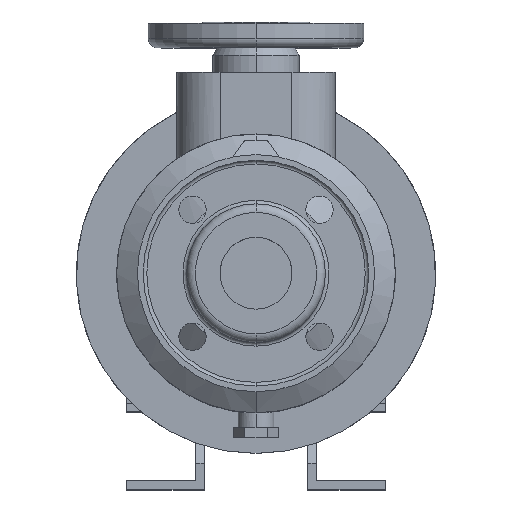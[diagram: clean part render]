
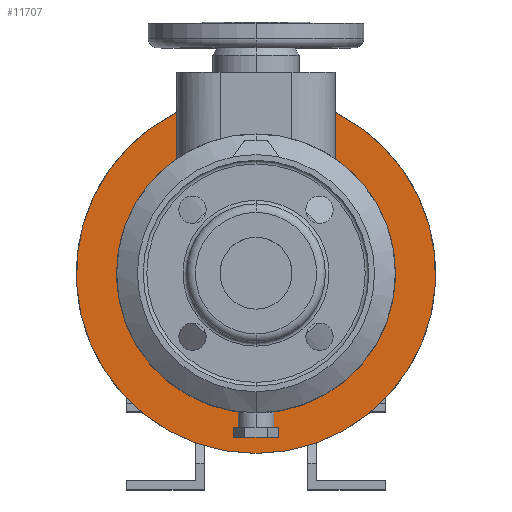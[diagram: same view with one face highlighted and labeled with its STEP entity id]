
A CAD part, top view. The second image highlights one B-rep face of the part: STEP entity #11707.
In plain terms, the highlighted planar face has unit normal (0, 0, 1).
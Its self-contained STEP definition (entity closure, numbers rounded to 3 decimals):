
#485 = DIRECTION ( 'NONE',  ( 0., 1., 0. ) ) ;
#825 = DIRECTION ( 'NONE',  ( 0., 1., 0. ) ) ;
#1362 = AXIS2_PLACEMENT_3D ( 'NONE', #3485, #4667, #8933 ) ;
#1497 = CIRCLE ( 'NONE', #8223, 97. ) ;
#1520 = AXIS2_PLACEMENT_3D ( 'NONE', #3961, #6960, #4931 ) ;
#1548 = LINE ( 'NONE', #10101, #8961 ) ;
#1625 = DIRECTION ( 'NONE',  ( 0., 1., 0. ) ) ;
#1692 = VERTEX_POINT ( 'NONE', #6764 ) ;
#1958 = VERTEX_POINT ( 'NONE', #7398 ) ;
#2351 = VERTEX_POINT ( 'NONE', #10000 ) ;
#2851 = EDGE_CURVE ( 'NONE', #1692, #1958, #1548, .T. ) ;
#2886 = CARTESIAN_POINT ( 'NONE',  ( 0., 0., -43. ) ) ;
#3163 = VERTEX_POINT ( 'NONE', #13315 ) ;
#3485 = CARTESIAN_POINT ( 'NONE',  ( 0., 0., -43. ) ) ;
#3729 = AXIS2_PLACEMENT_3D ( 'NONE', #13657, #7354, #825 ) ;
#3954 = EDGE_CURVE ( 'NONE', #3163, #1958, #7191, .T. ) ;
#3961 = CARTESIAN_POINT ( 'NONE',  ( 0., 0., -43. ) ) ;
#4045 = EDGE_CURVE ( 'NONE', #5164, #3163, #4296, .T. ) ;
#4296 = CIRCLE ( 'NONE', #1362, 125. ) ;
#4667 = DIRECTION ( 'NONE',  ( 0., 0., 1. ) ) ;
#4931 = DIRECTION ( 'NONE',  ( 0., -1., 0. ) ) ;
#5164 = VERTEX_POINT ( 'NONE', #6900 ) ;
#5711 = CARTESIAN_POINT ( 'NONE',  ( 0., 0., -43. ) ) ;
#5908 = ORIENTED_EDGE ( 'NONE', *, *, #13040, .F. ) ;
#6030 = AXIS2_PLACEMENT_3D ( 'NONE', #5711, #12086, #13075 ) ;
#6678 = CARTESIAN_POINT ( 'NONE',  ( 0., -97., -43. ) ) ;
#6764 = CARTESIAN_POINT ( 'NONE',  ( 55., 79.9, -43. ) ) ;
#6900 = CARTESIAN_POINT ( 'NONE',  ( -55., 112.25, -43. ) ) ;
#6943 = ORIENTED_EDGE ( 'NONE', *, *, #7060, .T. ) ;
#6960 = DIRECTION ( 'NONE',  ( 0., 0., 1. ) ) ;
#7060 = EDGE_CURVE ( 'NONE', #2351, #5164, #13191, .T. ) ;
#7191 = CIRCLE ( 'NONE', #6030, 125. ) ;
#7354 = DIRECTION ( 'NONE',  ( 0., 0., -1. ) ) ;
#7398 = CARTESIAN_POINT ( 'NONE',  ( 55., 112.25, -43. ) ) ;
#7502 = ORIENTED_EDGE ( 'NONE', *, *, #13699, .F. ) ;
#7843 = EDGE_LOOP ( 'NONE', ( #9990, #7502, #5908, #6943, #9689, #10100 ) ) ;
#8192 = PLANE ( 'NONE',  #3729 ) ;
#8223 = AXIS2_PLACEMENT_3D ( 'NONE', #2886, #9401, #13757 ) ;
#8933 = DIRECTION ( 'NONE',  ( 0., -1., 0. ) ) ;
#8961 = VECTOR ( 'NONE', #485, 1000. ) ;
#9401 = DIRECTION ( 'NONE',  ( 0., 0., 1. ) ) ;
#9623 = VERTEX_POINT ( 'NONE', #6678 ) ;
#9689 = ORIENTED_EDGE ( 'NONE', *, *, #4045, .T. ) ;
#9990 = ORIENTED_EDGE ( 'NONE', *, *, #2851, .F. ) ;
#10000 = CARTESIAN_POINT ( 'NONE',  ( -55., 79.9, -43. ) ) ;
#10100 = ORIENTED_EDGE ( 'NONE', *, *, #3954, .T. ) ;
#10101 = CARTESIAN_POINT ( 'NONE',  ( 55., -125.002, -43. ) ) ;
#11098 = CARTESIAN_POINT ( 'NONE',  ( -55., -125.002, -43. ) ) ;
#11707 = ADVANCED_FACE ( 'NONE', ( #12678 ), #8192, .F. ) ;
#12086 = DIRECTION ( 'NONE',  ( 0., 0., 1. ) ) ;
#12678 = FACE_OUTER_BOUND ( 'NONE', #7843, .T. ) ;
#13040 = EDGE_CURVE ( 'NONE', #2351, #9623, #1497, .T. ) ;
#13047 = VECTOR ( 'NONE', #1625, 1000. ) ;
#13075 = DIRECTION ( 'NONE',  ( 0., -1., 0. ) ) ;
#13191 = LINE ( 'NONE', #11098, #13047 ) ;
#13315 = CARTESIAN_POINT ( 'NONE',  ( 0., -125., -43. ) ) ;
#13617 = CIRCLE ( 'NONE', #1520, 97. ) ;
#13657 = CARTESIAN_POINT ( 'NONE',  ( 0., 97., -43. ) ) ;
#13699 = EDGE_CURVE ( 'NONE', #9623, #1692, #13617, .T. ) ;
#13757 = DIRECTION ( 'NONE',  ( 0., -1., 0. ) ) ;
